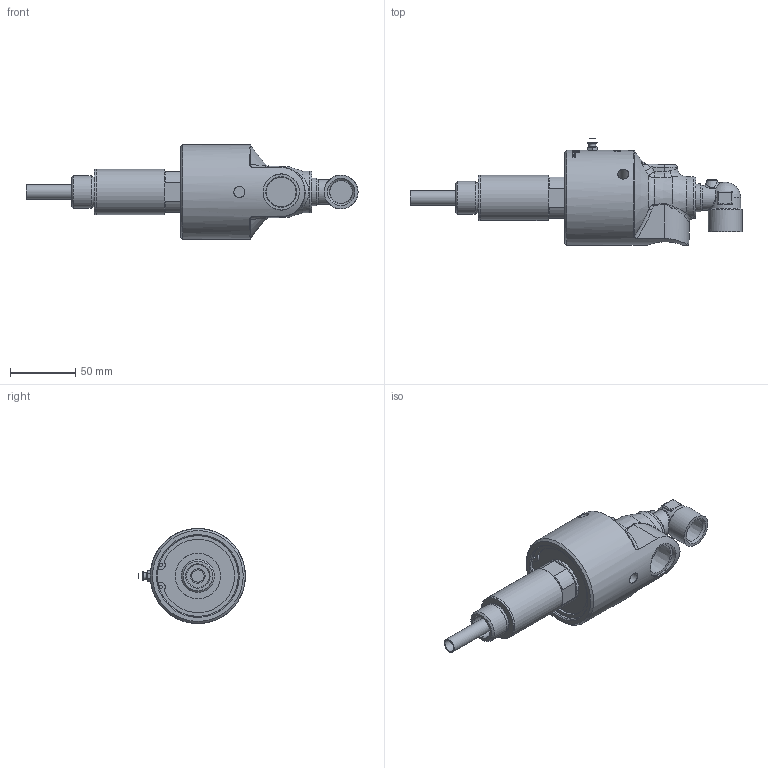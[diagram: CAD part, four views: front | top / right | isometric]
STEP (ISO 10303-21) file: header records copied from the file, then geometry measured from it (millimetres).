
FILE_DESCRIPTION(/* description */ ('','CAx-IF Rec.Pracs.---Representation and Presentation of Product Manufacturing Information (PMI)---4.0---2014-10-13'),/* implementation_level */ '2;1');
FILE_NAME(/* name */ '257-000-263975-IC.stp',/* time_stamp */ '2021-08-13T09:18:32+02:00',/* author */ ('mzerwes'),/* organization */ (''),/* preprocessor_version */ 'ST-DEVELOPER v18.1',/* originating_system */ 'Autodesk Inventor 2022',/* authorisation */ '');
FILE_SCHEMA (('AP242_MANAGED_MODEL_BASED_3D_ENGINEERING_MIM_LF { 1 0 10303 442 1 1 4 }'));
Products named in the file (1): 257-000-263975-IC
Bounding box: 255.22 x 82.03 x 73 mm (x, y, z)
Volume: 368800.1 mm3; surface area: 57023.1 mm2
Topology: 1 solids, 1 shells, 1004 faces, 2630 edges, 1717 vertices
Faces by surface type: bspline 440, plane 365, cylinder 141, cone 37, sphere 11, torus 10
Full cylindrical faces by diameter (mm): 2.794 x2, 8.6 x3, 9.487 x1, 11.113 x1, 17.475 x1, 17.5 x1, 19 x1, 25.356 x1, 25.4 x1, 26 x1, 27.8 x1, 34.8 x2, 34.9 x1, 62.05 x1, 73 x1
Entity records: 126387 total; most frequent: CARTESIAN_POINT 104616, ORIENTED_EDGE 5242, DIRECTION 2986, EDGE_CURVE 2621, VERTEX_POINT 1717, B_SPLINE_CURVE_WITH_KNOTS 1191, EDGE_LOOP 1102, AXIS2_PLACEMENT_3D 1011
